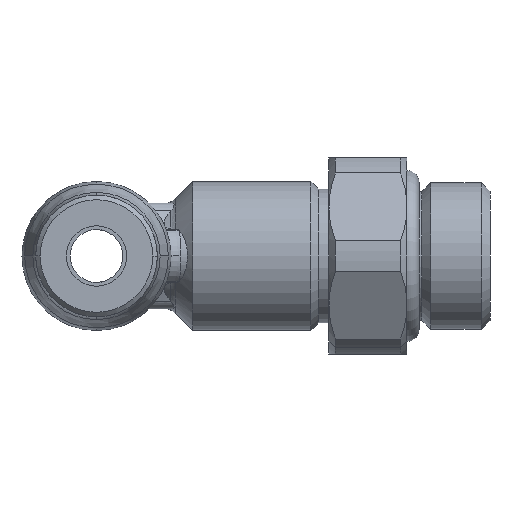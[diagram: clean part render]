
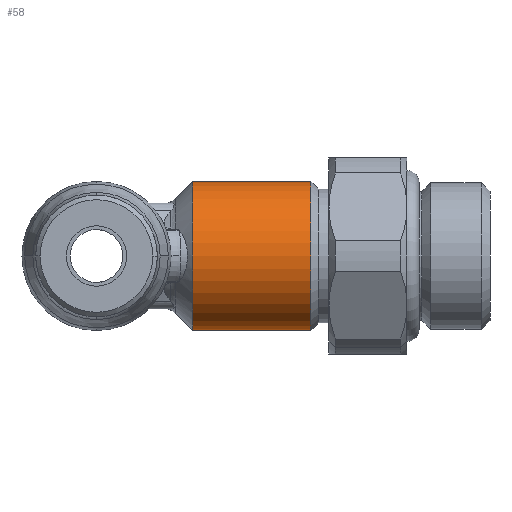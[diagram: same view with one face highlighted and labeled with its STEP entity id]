
A CAD part, left-side view. The second image highlights one B-rep face of the part: STEP entity #58.
In plain terms, the highlighted cylindrical face has radius 4.935 mm (diameter 9.87 mm), a partial arc.
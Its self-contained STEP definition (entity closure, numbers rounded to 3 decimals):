
#58=ADVANCED_FACE('',(#287),#288,.T.);
#287=FACE_OUTER_BOUND('',#734,.T.);
#288=CYLINDRICAL_SURFACE('',#735,4.935);
#734=EDGE_LOOP('',(#1277,#1278,#1279,#1280));
#735=AXIS2_PLACEMENT_3D('',#1281,#1282,#1283);
#1277=ORIENTED_EDGE('',*,*,#3016,.F.);
#1278=ORIENTED_EDGE('',*,*,#3017,.T.);
#1279=ORIENTED_EDGE('',*,*,#3018,.F.);
#1280=ORIENTED_EDGE('',*,*,#3019,.T.);
#1281=CARTESIAN_POINT('',(0.,-8.538,0.));
#1282=DIRECTION('',(0.,-1.0,0.));
#1283=DIRECTION('',(0.,0.,1.0));
#3016=EDGE_CURVE('',#3656,#3657,#3658,.T.);
#3017=EDGE_CURVE('',#3656,#3659,#3660,.T.);
#3018=EDGE_CURVE('',#3661,#3659,#3662,.T.);
#3019=EDGE_CURVE('',#3661,#3657,#3663,.T.);
#3656=VERTEX_POINT('',#4828);
#3657=VERTEX_POINT('',#4829);
#3658=LINE('',#4830,#4831);
#3659=VERTEX_POINT('',#4832);
#3660=CIRCLE('',#4833,4.935);
#3661=VERTEX_POINT('',#4834);
#3662=LINE('',#4835,#4836);
#3663=CIRCLE('',#4837,4.935);
#4828=CARTESIAN_POINT('',(0.,-6.36,4.935));
#4829=CARTESIAN_POINT('',(0.,-14.2,4.935));
#4830=CARTESIAN_POINT('',(0.,-8.538,4.935));
#4831=VECTOR('',#6939,1.0);
#4832=CARTESIAN_POINT('',(0.,-6.36,-4.935));
#4833=AXIS2_PLACEMENT_3D('',#6940,#6941,#6942);
#4834=CARTESIAN_POINT('',(0.,-14.2,-4.935));
#4835=CARTESIAN_POINT('',(0.,-8.538,-4.935));
#4836=VECTOR('',#6943,1.0);
#4837=AXIS2_PLACEMENT_3D('',#6944,#6945,#6946);
#6939=DIRECTION('',(0.,-1.0,0.));
#6940=CARTESIAN_POINT('',(0.,-6.36,0.));
#6941=DIRECTION('',(0.,-1.0,0.));
#6942=DIRECTION('',(0.,0.,1.0));
#6943=DIRECTION('',(0.,1.0,0.));
#6944=CARTESIAN_POINT('',(0.,-14.2,0.));
#6945=DIRECTION('',(0.,1.0,0.));
#6946=DIRECTION('',(0.,0.,-1.0));
